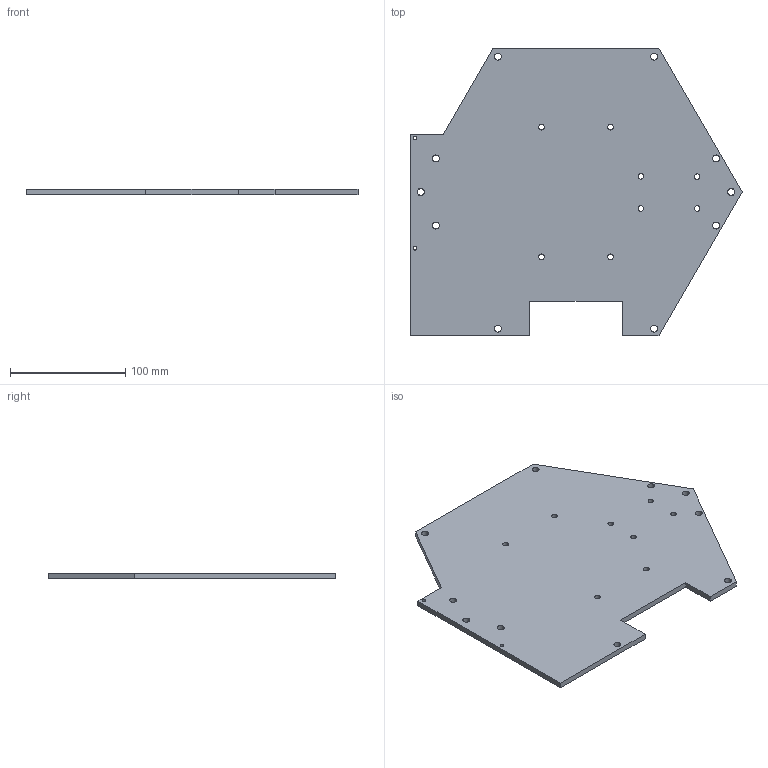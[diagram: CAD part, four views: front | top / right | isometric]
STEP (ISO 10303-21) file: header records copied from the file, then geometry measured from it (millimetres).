
FILE_DESCRIPTION (( 'STEP AP214' ), '1' );
FILE_NAME ('笢潔脯.STEP', '2025-05-25T13:38:06', ( '' ), ( '' ), 'SwSTEP 2.0', 'SolidWorks 2024', '' );
FILE_SCHEMA (( 'AUTOMOTIVE_DESIGN' ));
Length unit declared in the file: millimetre
Products named in the file (1): 中间层
Bounding box: 288.68 x 250 x 5 mm (x, y, z)
Volume: 282545.3 mm3; surface area: 119675.2 mm2
Topology: 1 solids, 1 shells, 65 faces, 177 edges, 114 vertices
Faces by surface type: cylinder 40, plane 13, cone 12
Entity records: 2190 total; most frequent: DIRECTION 401, CARTESIAN_POINT 357, ORIENTED_EDGE 354, EDGE_CURVE 177, AXIS2_PLACEMENT_3D 158, VERTEX_POINT 114, EDGE_LOOP 105, CIRCLE 92
